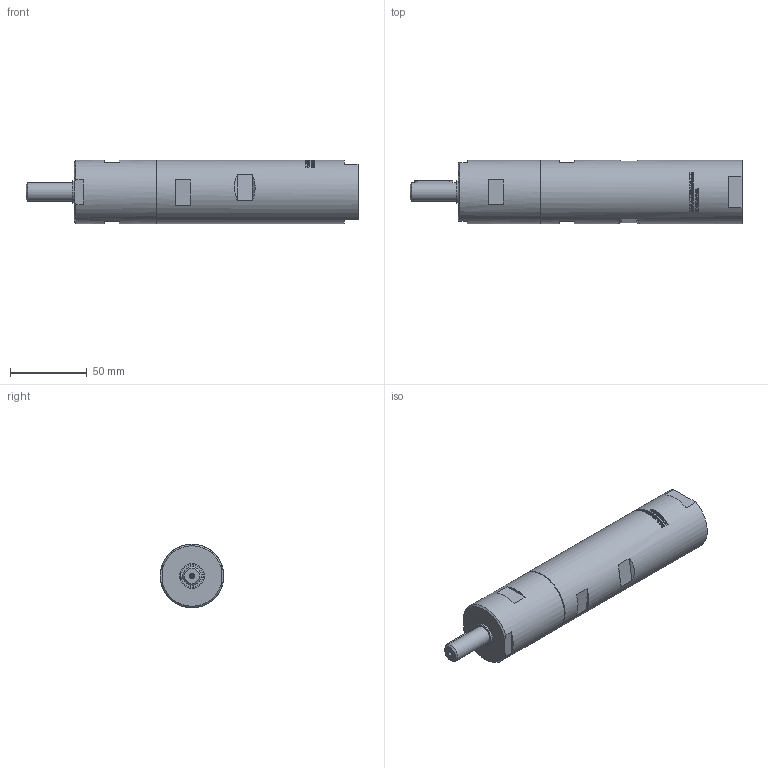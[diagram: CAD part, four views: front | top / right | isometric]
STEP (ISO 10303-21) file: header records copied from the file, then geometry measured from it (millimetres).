
FILE_DESCRIPTION((''),'2;1');
FILE_NAME('MUD 23-120_29910845.stp','2010-03-25T08:37:08',('basyouni'),(''),'Autodesk Inventor 2008','Autodesk Inventor 2008','');
FILE_SCHEMA(('AUTOMOTIVE_DESIGN { 1 0 10303 214 1 1 1 1 }'));
Length unit declared in the file: millimetre
Products named in the file (1): MUD 23-120_29910845
Bounding box: 217 x 41.5 x 41.5 mm (x, y, z)
Volume: 246926.9 mm3; surface area: 30958.6 mm2
Topology: 1 solids, 1 shells, 329 faces, 868 edges, 578 vertices
Faces by surface type: plane 246, cylinder 59, bspline 20, cone 4
Full cylindrical faces by diameter (mm): 12 x1, 14.95 x1, 16 x1, 36 x1, 41.5 x2
Entity records: 10881 total; most frequent: CARTESIAN_POINT 2480, ORIENTED_EDGE 1664, DIRECTION 1625, EDGE_CURVE 832, AXIS2_PLACEMENT_3D 567, VERTEX_POINT 563, VECTOR 491, LINE 491
